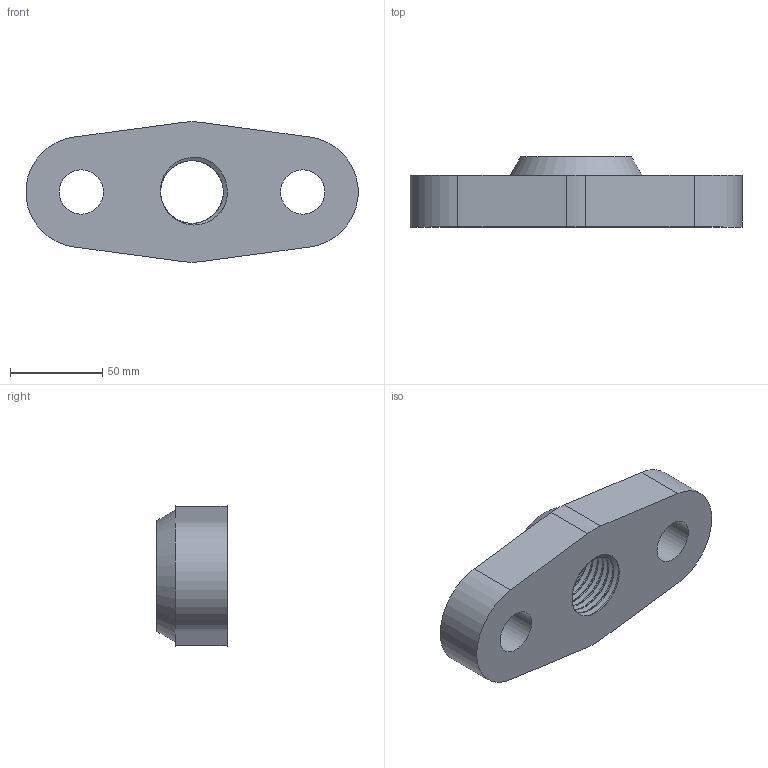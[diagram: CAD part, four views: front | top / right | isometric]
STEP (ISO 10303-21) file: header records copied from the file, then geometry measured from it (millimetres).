
FILE_DESCRIPTION (( 'STEP AP214' ), '1' );
FILE_NAME ('Bridge.STEP', '2025-02-18T17:59:34', ( '' ), ( '' ), 'SwSTEP 2.0', 'SolidWorks 2025', '' );
FILE_SCHEMA (( 'AUTOMOTIVE_DESIGN' ));
Length unit declared in the file: millimetre
Products named in the file (1): Bridge
Bounding box: 179.79 x 38 x 75.92 mm (x, y, z)
Volume: 278091.5 mm3; surface area: 42854.8 mm2
Topology: 1 solids, 1 shells, 18 faces, 45 edges, 30 vertices
Faces by surface type: cylinder 7, plane 7, bspline 3, cone 1
Full cylindrical faces by diameter (mm): 24 x2
Entity records: 3363 total; most frequent: CARTESIAN_POINT 2925, ORIENTED_EDGE 84, DIRECTION 80, EDGE_CURVE 42, AXIS2_PLACEMENT_3D 32, VERTEX_POINT 30, EDGE_LOOP 28, FACE_OUTER_BOUND 20
